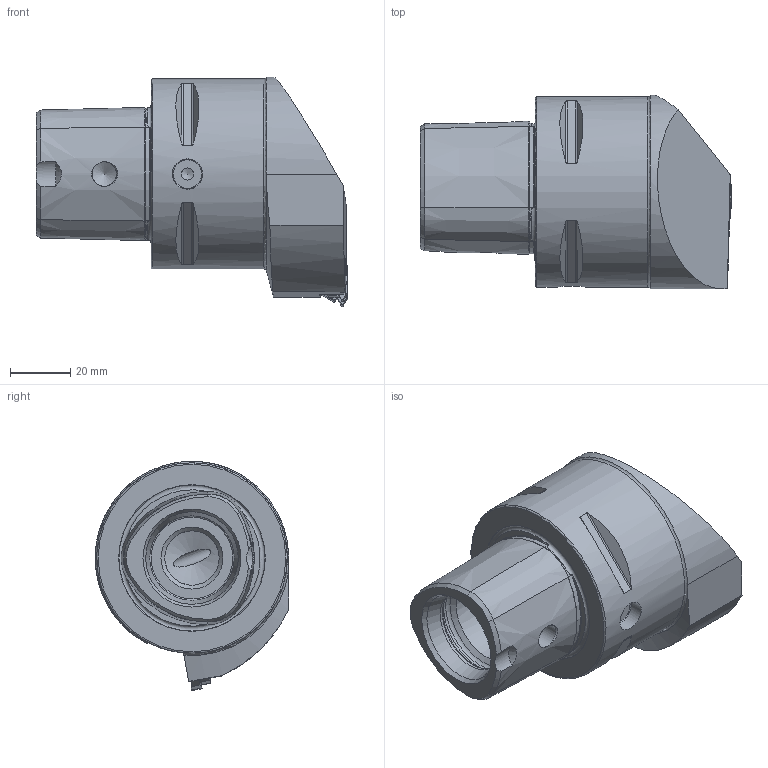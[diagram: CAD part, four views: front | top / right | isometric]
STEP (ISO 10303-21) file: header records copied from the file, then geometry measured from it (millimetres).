
FILE_DESCRIPTION (( 'STEP AP214' ), '1' );
FILE_NAME ('PS6.KGB.RGA.065-HP.STEP', '2021-04-28T11:53:18', ( '' ), ( '' ), 'SwSTEP 2.0', 'SolidWorks 2017', '' );
FILE_SCHEMA (( 'AUTOMOTIVE_DESIGN' ));
Length unit declared in the file: millimetre
Products named in the file (12): PS6.KGB.RGA.065-HP; WGB-ER2.101.003_A; DIN 7991 - M5x15; CHP-ER1.015.006_A; CHP-ER1.008.011_A; ISO 8752 2x8; PS6-KGB.RGA.065-HP_A; LT16EL P=3.5; DIN 3771 - 13x1; CHP-ER1.015.006; WGB-ER3.001.007_A; WGB-ER2.001.012_A
Assembly tree (11 placements, depth 3):
  PS6.KGB.RGA.065-HP
    PS6-KGB.RGA.065-HP_A
    ISO 8752 2x8
    CHP-ER1.015.006
      CHP-ER1.015.006_A
      DIN 3771 - 13x1
      DIN 7991 - M5x15
    CHP-ER1.008.011_A
    WGB-ER2.101.003_A
    WGB-ER2.001.012_A
    WGB-ER3.001.007_A
    LT16EL P=3.5
Bounding box: 103 x 63.98 x 75.85 mm (x, y, z)
Volume: 198412.8 mm3; surface area: 33103.5 mm2
Topology: 10 solids, 10 shells, 313 faces, 759 edges, 475 vertices
Faces by surface type: plane 124, cylinder 89, cone 76, torus 24
Full cylindrical faces by diameter (mm): 2 x1, 2.5 x1, 2.578 x2, 2.775 x1, 3 x2, 3.175 x1, 4 x1, 4.025 x1, 4.2 x4, 5 x1, 5.2 x1, 5.5 x3, 7 x1, 8 x1, 8.1 x2, 10 x2, 13.4 x1, 15 x4, 18 x1, 28 x2, 32 x1, 63 x1
Entity records: 9845 total; most frequent: CARTESIAN_POINT 2590, DIRECTION 1398, ORIENTED_EDGE 1278, EDGE_CURVE 639, AXIS2_PLACEMENT_3D 560, VERTEX_POINT 447, EDGE_LOOP 428, FACE_OUTER_BOUND 359
